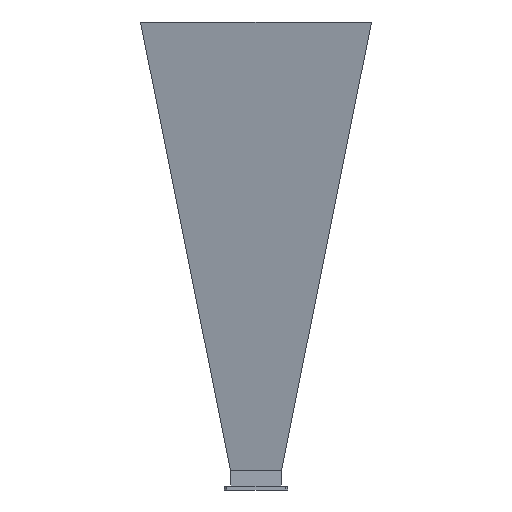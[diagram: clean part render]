
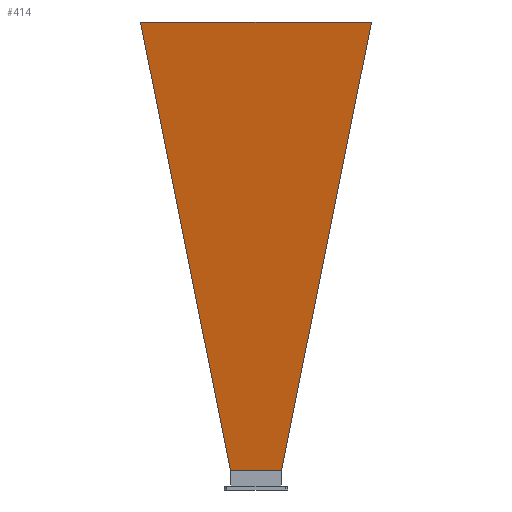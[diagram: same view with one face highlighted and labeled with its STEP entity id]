
A CAD part, left-side view. The second image highlights one B-rep face of the part: STEP entity #414.
In plain terms, the highlighted planar face has unit normal (-0.987, 0, -0.159).
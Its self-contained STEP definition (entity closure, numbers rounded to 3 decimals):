
#57 = AXIS2_PLACEMENT_3D ( 'NONE', #380, #872, #255 ) ;
#255 = DIRECTION ( 'NONE',  ( -0.159, 0., 0.987 ) ) ;
#265 = EDGE_CURVE ( 'NONE', #1069, #530, #1075, .T. ) ;
#339 = LINE ( 'NONE', #449, #436 ) ;
#380 = CARTESIAN_POINT ( 'NONE',  ( -62.992, 0., 331.647 ) ) ;
#396 = DIRECTION ( 'NONE',  ( 0., -1., 0. ) ) ;
#414 = ADVANCED_FACE ( 'NONE', ( #1001 ), #1499, .T. ) ;
#431 = VECTOR ( 'NONE', #1558, 1000. ) ;
#436 = VECTOR ( 'NONE', #949, 1000. ) ;
#443 = CARTESIAN_POINT ( 'NONE',  ( -17.54, -32.097, 49.76 ) ) ;
#449 = CARTESIAN_POINT ( 'NONE',  ( -108.559, 0., 614.249 ) ) ;
#450 = ORIENTED_EDGE ( 'NONE', *, *, #490, .F. ) ;
#490 = EDGE_CURVE ( 'NONE', #1503, #653, #1063, .T. ) ;
#530 = VERTEX_POINT ( 'NONE', #443 ) ;
#619 = ORIENTED_EDGE ( 'NONE', *, *, #1588, .F. ) ;
#653 = VERTEX_POINT ( 'NONE', #1226 ) ;
#703 = EDGE_LOOP ( 'NONE', ( #726, #1251, #619, #450 ) ) ;
#726 = ORIENTED_EDGE ( 'NONE', *, *, #1192, .T. ) ;
#766 = CARTESIAN_POINT ( 'NONE',  ( -17.54, 0., 49.76 ) ) ;
#803 = VECTOR ( 'NONE', #396, 1000. ) ;
#872 = DIRECTION ( 'NONE',  ( -0.987, 0., -0.159 ) ) ;
#949 = DIRECTION ( 'NONE',  ( 0., -1., 0. ) ) ;
#1001 = FACE_OUTER_BOUND ( 'NONE', #703, .T. ) ;
#1009 = CARTESIAN_POINT ( 'NONE',  ( -108.559, -145.285, 614.249 ) ) ;
#1015 = CARTESIAN_POINT ( 'NONE',  ( -17.54, 32.097, 49.76 ) ) ;
#1058 = LINE ( 'NONE', #766, #803 ) ;
#1063 = LINE ( 'NONE', #1015, #1184 ) ;
#1069 = VERTEX_POINT ( 'NONE', #1009 ) ;
#1075 = LINE ( 'NONE', #1567, #431 ) ;
#1184 = VECTOR ( 'NONE', #1315, 1000. ) ;
#1192 = EDGE_CURVE ( 'NONE', #1503, #530, #1058, .T. ) ;
#1226 = CARTESIAN_POINT ( 'NONE',  ( -108.559, 145.285, 614.249 ) ) ;
#1251 = ORIENTED_EDGE ( 'NONE', *, *, #265, .F. ) ;
#1315 = DIRECTION ( 'NONE',  ( -0.156, 0.194, 0.968 ) ) ;
#1465 = CARTESIAN_POINT ( 'NONE',  ( -17.54, 32.097, 49.76 ) ) ;
#1499 = PLANE ( 'NONE',  #57 ) ;
#1503 = VERTEX_POINT ( 'NONE', #1465 ) ;
#1558 = DIRECTION ( 'NONE',  ( 0.156, 0.194, -0.968 ) ) ;
#1567 = CARTESIAN_POINT ( 'NONE',  ( -108.559, -145.285, 614.249 ) ) ;
#1588 = EDGE_CURVE ( 'NONE', #653, #1069, #339, .T. ) ;
